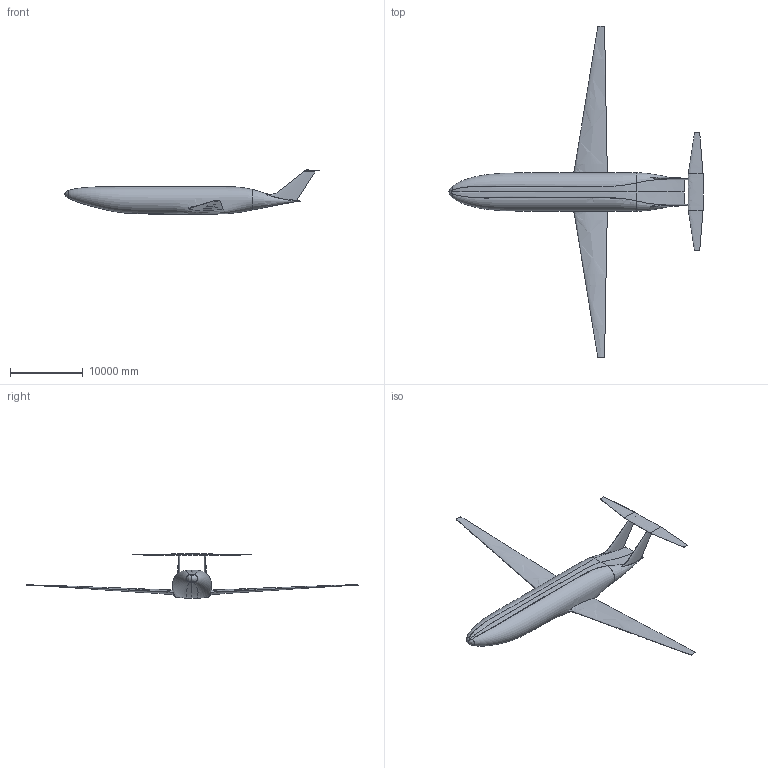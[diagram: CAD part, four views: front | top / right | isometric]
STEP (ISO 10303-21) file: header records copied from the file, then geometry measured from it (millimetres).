
FILE_DESCRIPTION(('CATIA V5 STEP Exchange'),'2;1');
FILE_NAME('unpowered_aerodesign_fullscale.stp','2018-10-25T20:48:36+00:00',('none'),('none'),'CATIA Version 5-6 Release 2015 SP3','CATIA V5 STEP AP203','none');
FILE_SCHEMA(('CONFIG_CONTROL_DESIGN'));
Length unit declared in the file: millimetre
Products named in the file (1): unpowered_aerodesign
Bounding box: 35001.84 x 45722.34 x 6069.37 mm (x, y, z)
Surface area: 746767955.5 mm2 (no closed solid volume)
Topology: 0 solids, 72 shells, 83 faces, 604 edges, 564 vertices
Faces by surface type: bspline 43, plane 40
Entity records: 31663 total; most frequent: CARTESIAN_POINT 28705, ORIENTED_EDGE 588, B_SPLINE_CURVE_WITH_KNOTS 577, EDGE_CURVE 577, VERTEX_POINT 566, EDGE_LOOP 87, ADVANCED_FACE 83, FACE_OUTER_BOUND 83
